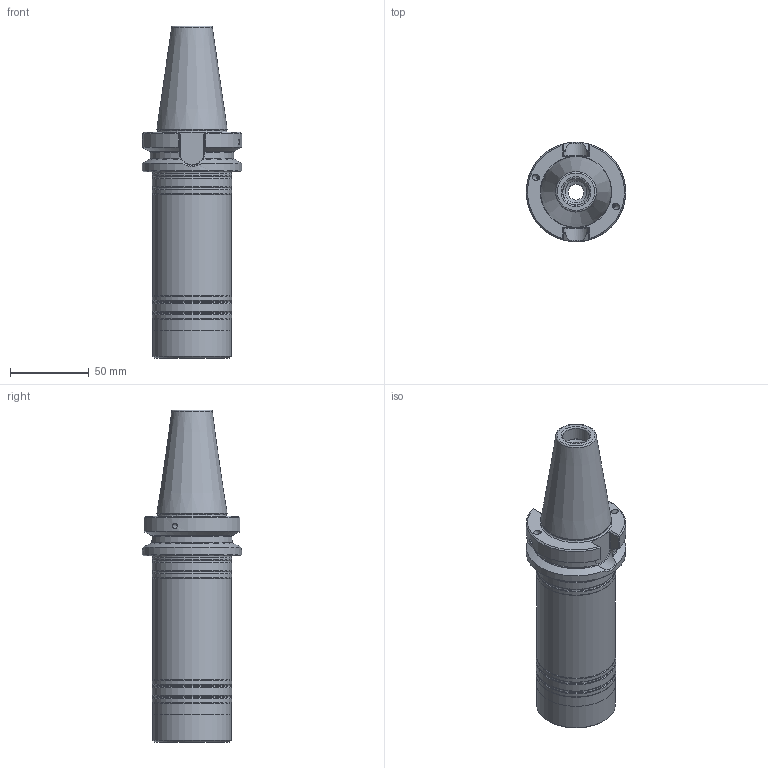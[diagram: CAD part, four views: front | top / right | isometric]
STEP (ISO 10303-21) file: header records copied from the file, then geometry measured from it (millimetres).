
FILE_DESCRIPTION(/* description */ (''),/* implementation_level */ '2;1');
FILE_NAME(/* name */ '414014083.stp',/* time_stamp */ '2021-01-08T12:37:51',/* author */ ('LRA'),/* organization */ ('REGO-FIX'),/* preprocessor_version */ ' Unknown',/* originating_system */ 'SIEMENS PLM Software Solid Edge ST10',/* authorization */ 'Unknown');
FILE_SCHEMA (('AUTOMOTIVE_DESIGN { 1 0 10303 214 2 1 1}'));
Length unit declared in the file: millimetre
Products named in the file (1): NOCUT
Bounding box: 63 x 63 x 210.4 mm (x, y, z)
Volume: 289293.2 mm3; surface area: 49749.5 mm2
Topology: 1 solids, 1 shells, 119 faces, 302 edges, 186 vertices
Faces by surface type: plane 37, cylinder 34, cone 30, torus 16, bspline 2
Full cylindrical faces by diameter (mm): 3.242 x4, 3.9 x2, 10.106 x1, 13.834 x1, 13.835 x1, 17 x1, 30.5 x1, 50 x3, 50.5 x7, 63 x1
Entity records: 4202 total; most frequent: CARTESIAN_POINT 853, DIRECTION 514, ORIENTED_EDGE 448, AXIS2_PLACEMENT_3D 225, EDGE_CURVE 224, FACE_BOUND 190, EDGE_LOOP 188, VERTEX_POINT 168
